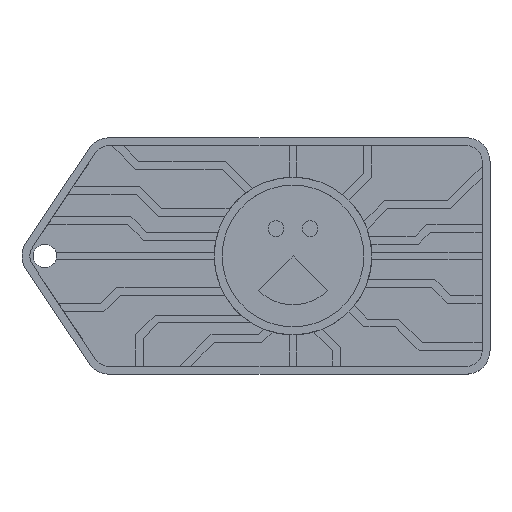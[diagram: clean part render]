
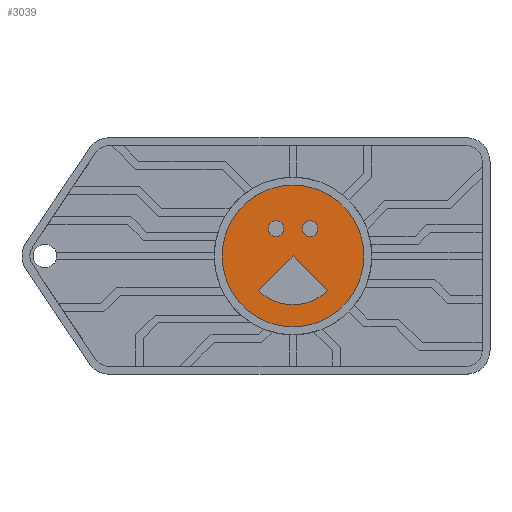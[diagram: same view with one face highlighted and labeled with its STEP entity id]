
A CAD part, top view. The second image highlights one B-rep face of the part: STEP entity #3039.
In plain terms, the highlighted planar face has unit normal (0, 0, 1).
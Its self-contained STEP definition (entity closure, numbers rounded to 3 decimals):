
#17=FACE_BOUND('',#394,.T.);
#18=FACE_BOUND('',#395,.T.);
#19=FACE_BOUND('',#396,.T.);
#80=CIRCLE('',#3222,1.);
#92=CIRCLE('',#3242,1.);
#94=CIRCLE('',#3246,9.);
#95=CIRCLE('',#3252,6.199);
#243=FACE_OUTER_BOUND('',#393,.T.);
#393=EDGE_LOOP('',(#2590));
#394=EDGE_LOOP('',(#2591));
#395=EDGE_LOOP('',(#2592));
#396=EDGE_LOOP('',(#2593,#2594,#2595));
#729=LINE('',#4830,#1077);
#733=LINE('',#4838,#1081);
#1077=VECTOR('',#3977,10.);
#1081=VECTOR('',#3983,10.);
#1344=VERTEX_POINT('',#4777);
#1356=VERTEX_POINT('',#4815);
#1358=VERTEX_POINT('',#4822);
#1359=VERTEX_POINT('',#4828);
#1360=VERTEX_POINT('',#4829);
#1363=VERTEX_POINT('',#4837);
#1738=EDGE_CURVE('',#1344,#1344,#80,.T.);
#1756=EDGE_CURVE('',#1356,#1356,#92,.T.);
#1759=EDGE_CURVE('',#1358,#1358,#94,.T.);
#1760=EDGE_CURVE('',#1359,#1360,#729,.T.);
#1764=EDGE_CURVE('',#1360,#1363,#733,.T.);
#1767=EDGE_CURVE('',#1363,#1359,#95,.T.);
#2590=ORIENTED_EDGE('',*,*,#1759,.T.);
#2591=ORIENTED_EDGE('',*,*,#1738,.T.);
#2592=ORIENTED_EDGE('',*,*,#1756,.T.);
#2593=ORIENTED_EDGE('',*,*,#1760,.T.);
#2594=ORIENTED_EDGE('',*,*,#1764,.T.);
#2595=ORIENTED_EDGE('',*,*,#1767,.T.);
#2750=PLANE('',#3268);
#3039=ADVANCED_FACE('',(#243,#17,#18,#19),#2750,.T.);
#3222=AXIS2_PLACEMENT_3D('',#4779,#3914,#3915);
#3242=AXIS2_PLACEMENT_3D('',#4817,#3960,#3961);
#3246=AXIS2_PLACEMENT_3D('',#4824,#3969,#3970);
#3252=AXIS2_PLACEMENT_3D('',#4843,#3988,#3989);
#3268=AXIS2_PLACEMENT_3D('',#4883,#4033,#4034);
#3914=DIRECTION('center_axis',(0.,0.,-1.));
#3915=DIRECTION('ref_axis',(1.,0.,0.));
#3960=DIRECTION('center_axis',(0.,0.,-1.));
#3961=DIRECTION('ref_axis',(1.,0.,0.));
#3969=DIRECTION('center_axis',(0.,0.,1.));
#3970=DIRECTION('ref_axis',(1.,0.,0.));
#3977=DIRECTION('',(0.707,0.707,0.));
#3983=DIRECTION('',(0.707,-0.707,0.));
#3988=DIRECTION('center_axis',(0.,0.,-1.));
#3989=DIRECTION('ref_axis',(1.,0.,0.));
#4033=DIRECTION('center_axis',(0.,0.,1.));
#4034=DIRECTION('ref_axis',(1.,0.,0.));
#4777=CARTESIAN_POINT('',(1.162,3.468,2.));
#4779=CARTESIAN_POINT('Origin',(2.162,3.468,2.));
#4815=CARTESIAN_POINT('',(-3.162,3.468,2.));
#4817=CARTESIAN_POINT('Origin',(-2.162,3.468,2.));
#4822=CARTESIAN_POINT('',(-9.,0.,2.));
#4824=CARTESIAN_POINT('Origin',(0.,0.,2.));
#4828=CARTESIAN_POINT('',(-4.383,-4.383,2.));
#4829=CARTESIAN_POINT('',(0.,0.,2.));
#4830=CARTESIAN_POINT('',(-1.177,-1.177,2.));
#4837=CARTESIAN_POINT('',(4.383,-4.383,2.));
#4838=CARTESIAN_POINT('',(1.015,-1.015,2.));
#4843=CARTESIAN_POINT('Origin',(0.,0.,2.));
#4883=CARTESIAN_POINT('Origin',(-4.706,0.,2.));
